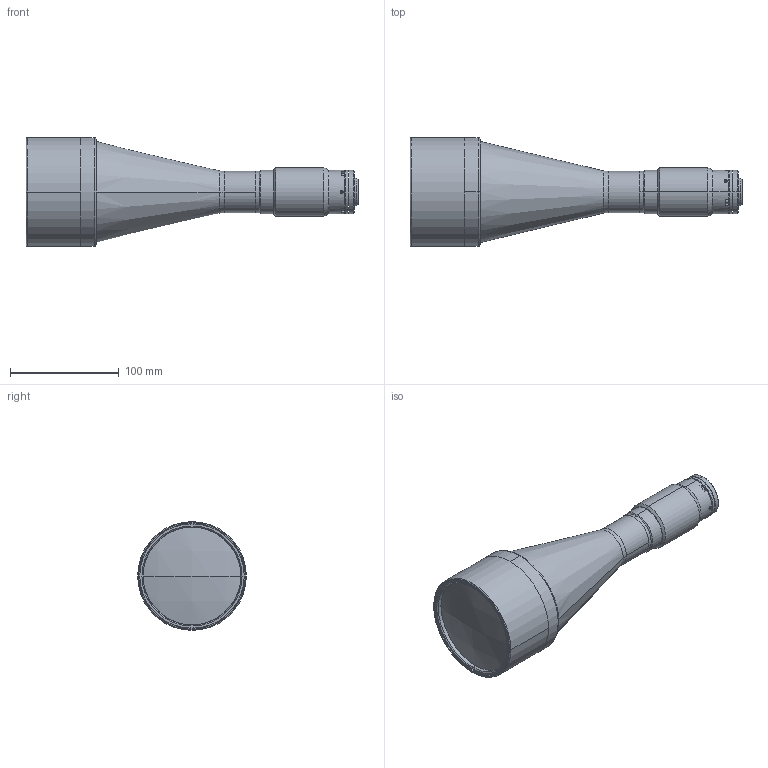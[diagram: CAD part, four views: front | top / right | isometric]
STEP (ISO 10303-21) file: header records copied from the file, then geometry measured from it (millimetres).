
FILE_DESCRIPTION (( 'STEP AP203' ), '1' );
FILE_NAME ('DP71435_TC4MHR064-C.step', '2021-10-05T09:40:31', ( '' ), ( '' ), 'SwSTEP 2.0', 'SolidWorks 2021', '' );
FILE_SCHEMA (( 'CONFIG_CONTROL_DESIGN' ));
Length unit declared in the file: millimetre
Products named in the file (1): DP71435_TC4MHR064-C
Bounding box: 305.34 x 100 x 100 mm (x, y, z)
Surface area: 85851.1 mm2 (no closed solid volume)
Topology: 0 solids, 15 shells, 120 faces, 338 edges, 232 vertices
Faces by surface type: plane 46, cylinder 38, cone 28, torus 6, sphere 2
Entity records: 4093 total; most frequent: CARTESIAN_POINT 853, DIRECTION 721, ORIENTED_EDGE 551, EDGE_CURVE 338, AXIS2_PLACEMENT_3D 284, VERTEX_POINT 232, CIRCLE 163, LINE 153
